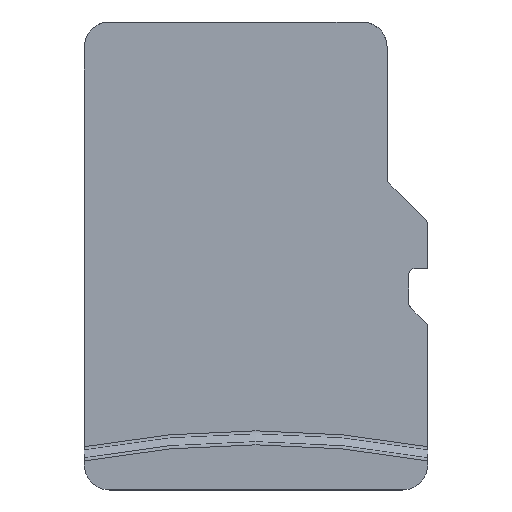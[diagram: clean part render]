
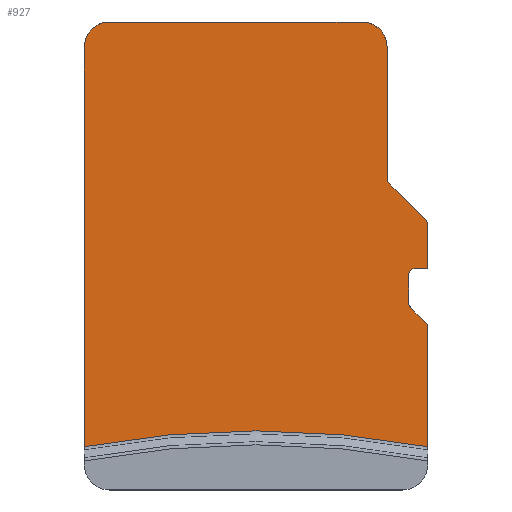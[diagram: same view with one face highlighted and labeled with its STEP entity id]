
A CAD part, top view. The second image highlights one B-rep face of the part: STEP entity #927.
In plain terms, the highlighted planar face has unit normal (0, 0, 1).
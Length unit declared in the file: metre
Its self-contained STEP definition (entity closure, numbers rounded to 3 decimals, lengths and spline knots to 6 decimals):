
#85=LINE('',#1708,#180);
#86=LINE('',#1710,#181);
#87=LINE('',#1714,#182);
#88=LINE('',#1716,#183);
#89=LINE('',#1720,#184);
#90=LINE('',#1724,#185);
#91=LINE('',#1726,#186);
#92=LINE('',#1730,#187);
#93=LINE('',#1734,#188);
#180=VECTOR('',#1415,1.);
#181=VECTOR('',#1418,1.);
#182=VECTOR('',#1421,1.);
#183=VECTOR('',#1422,1.);
#184=VECTOR('',#1425,1.);
#185=VECTOR('',#1428,1.);
#186=VECTOR('',#1429,1.);
#187=VECTOR('',#1432,1.);
#188=VECTOR('',#1435,1.);
#297=ORIENTED_EDGE('',*,*,#554,.F.);
#298=ORIENTED_EDGE('',*,*,#555,.F.);
#299=ORIENTED_EDGE('',*,*,#556,.F.);
#300=ORIENTED_EDGE('',*,*,#557,.F.);
#301=ORIENTED_EDGE('',*,*,#558,.F.);
#302=ORIENTED_EDGE('',*,*,#559,.F.);
#303=ORIENTED_EDGE('',*,*,#560,.F.);
#304=ORIENTED_EDGE('',*,*,#561,.F.);
#305=ORIENTED_EDGE('',*,*,#562,.F.);
#306=ORIENTED_EDGE('',*,*,#563,.F.);
#307=ORIENTED_EDGE('',*,*,#564,.F.);
#308=ORIENTED_EDGE('',*,*,#565,.F.);
#309=ORIENTED_EDGE('',*,*,#566,.F.);
#310=ORIENTED_EDGE('',*,*,#567,.F.);
#311=ORIENTED_EDGE('',*,*,#553,.F.);
#312=ORIENTED_EDGE('',*,*,#550,.F.);
#550=EDGE_CURVE('',#679,#680,#728,.T.);
#553=EDGE_CURVE('',#680,#681,#85,.T.);
#554=EDGE_CURVE('',#682,#679,#86,.T.);
#555=EDGE_CURVE('',#683,#682,#729,.T.);
#556=EDGE_CURVE('',#684,#683,#87,.T.);
#557=EDGE_CURVE('',#685,#684,#88,.T.);
#558=EDGE_CURVE('',#686,#685,#730,.T.);
#559=EDGE_CURVE('',#687,#686,#89,.T.);
#560=EDGE_CURVE('',#688,#687,#731,.T.);
#561=EDGE_CURVE('',#689,#688,#90,.T.);
#562=EDGE_CURVE('',#690,#689,#91,.T.);
#563=EDGE_CURVE('',#691,#690,#732,.T.);
#564=EDGE_CURVE('',#692,#691,#92,.T.);
#565=EDGE_CURVE('',#693,#692,#733,.T.);
#566=EDGE_CURVE('',#694,#693,#93,.T.);
#567=EDGE_CURVE('',#681,#694,#734,.T.);
#679=VERTEX_POINT('',#1701);
#680=VERTEX_POINT('',#1703);
#681=VERTEX_POINT('',#1707);
#682=VERTEX_POINT('',#1711);
#683=VERTEX_POINT('',#1713);
#684=VERTEX_POINT('',#1715);
#685=VERTEX_POINT('',#1717);
#686=VERTEX_POINT('',#1719);
#687=VERTEX_POINT('',#1721);
#688=VERTEX_POINT('',#1723);
#689=VERTEX_POINT('',#1725);
#690=VERTEX_POINT('',#1727);
#691=VERTEX_POINT('',#1729);
#692=VERTEX_POINT('',#1731);
#693=VERTEX_POINT('',#1733);
#694=VERTEX_POINT('',#1735);
#728=CIRCLE('',#1264,0.0008);
#729=CIRCLE('',#1267,0.030054);
#730=CIRCLE('',#1268,0.0002);
#731=CIRCLE('',#1269,0.0002);
#732=CIRCLE('',#1270,0.0002);
#733=CIRCLE('',#1271,0.0002);
#734=CIRCLE('',#1272,0.0008);
#758=EDGE_LOOP('',(#297,#298,#299,#300,#301,#302,#303,#304,#305,#306,#307,
#308,#309,#310,#311,#312));
#811=FACE_BOUND('',#758,.T.);
#854=PLANE('',#1266);
#927=ADVANCED_FACE('',(#811),#854,.F.);
#1264=AXIS2_PLACEMENT_3D('',#1702,#1409,#1410);
#1266=AXIS2_PLACEMENT_3D('',#1709,#1416,#1417);
#1267=AXIS2_PLACEMENT_3D('',#1712,#1419,#1420);
#1268=AXIS2_PLACEMENT_3D('',#1718,#1423,#1424);
#1269=AXIS2_PLACEMENT_3D('',#1722,#1426,#1427);
#1270=AXIS2_PLACEMENT_3D('',#1728,#1430,#1431);
#1271=AXIS2_PLACEMENT_3D('',#1732,#1433,#1434);
#1272=AXIS2_PLACEMENT_3D('',#1736,#1436,#1437);
#1409=DIRECTION('',(0.,0.,-1.));
#1410=DIRECTION('',(-1.,0.,0.));
#1415=DIRECTION('',(1.,0.,0.));
#1416=DIRECTION('',(0.,0.,-1.));
#1417=DIRECTION('',(0.,-1.,0.));
#1418=DIRECTION('',(0.,1.,0.));
#1419=DIRECTION('',(0.,0.,1.));
#1420=DIRECTION('',(-1.,0.,0.));
#1421=DIRECTION('',(0.,-1.,0.));
#1422=DIRECTION('',(0.707,-0.707,0.));
#1423=DIRECTION('',(0.,0.,1.));
#1424=DIRECTION('',(-1.,0.,0.));
#1425=DIRECTION('',(0.,-1.,0.));
#1426=DIRECTION('',(0.,0.,1.));
#1427=DIRECTION('',(0.,1.,0.));
#1428=DIRECTION('',(-1.,0.,0.));
#1429=DIRECTION('',(0.,-1.,0.));
#1430=DIRECTION('',(0.,0.,-1.));
#1431=DIRECTION('',(0.707,0.707,0.));
#1432=DIRECTION('',(0.707,-0.707,0.));
#1433=DIRECTION('',(0.,0.,1.));
#1434=DIRECTION('',(-1.,0.,0.));
#1435=DIRECTION('',(0.,-1.,0.));
#1436=DIRECTION('',(0.,0.,-1.));
#1437=DIRECTION('',(0.,1.,0.));
#1701=CARTESIAN_POINT('',(-0.00485,0.002455,0.001364));
#1702=CARTESIAN_POINT('',(-0.00405,0.002455,0.001364));
#1703=CARTESIAN_POINT('',(-0.00405,0.003255,0.001364));
#1707=CARTESIAN_POINT('',(0.00405,0.003255,0.001364));
#1708=CARTESIAN_POINT('',(-0.00405,0.003255,0.001364));
#1709=CARTESIAN_POINT('',(0.00065,-0.003552,0.001364));
#1710=CARTESIAN_POINT('',(-0.00485,-0.010358,0.001364));
#1711=CARTESIAN_POINT('',(-0.00485,-0.010358,0.001364));
#1712=CARTESIAN_POINT('',(0.00065,-0.039905,0.001364));
#1713=CARTESIAN_POINT('',(0.00615,-0.010358,0.001364));
#1714=CARTESIAN_POINT('',(0.00615,-0.003937,0.001364));
#1715=CARTESIAN_POINT('',(0.00615,-0.006445,0.001364));
#1716=CARTESIAN_POINT('',(0.005609,-0.005904,0.001364));
#1717=CARTESIAN_POINT('',(0.005609,-0.005904,0.001364));
#1718=CARTESIAN_POINT('',(0.00575,-0.005762,0.001364));
#1719=CARTESIAN_POINT('',(0.00555,-0.005762,0.001364));
#1720=CARTESIAN_POINT('',(0.00555,-0.004845,0.001364));
#1721=CARTESIAN_POINT('',(0.00555,-0.004845,0.001364));
#1722=CARTESIAN_POINT('',(0.00575,-0.004845,0.001364));
#1723=CARTESIAN_POINT('',(0.00575,-0.004645,0.001364));
#1724=CARTESIAN_POINT('',(0.00615,-0.004645,0.001364));
#1725=CARTESIAN_POINT('',(0.00615,-0.004645,0.001364));
#1726=CARTESIAN_POINT('',(0.00615,-0.003228,0.001364));
#1727=CARTESIAN_POINT('',(0.00615,-0.003228,0.001364));
#1728=CARTESIAN_POINT('',(0.00595,-0.003228,0.001364));
#1729=CARTESIAN_POINT('',(0.006091,-0.003087,0.001364));
#1730=CARTESIAN_POINT('',(0.004909,-0.001904,0.001364));
#1731=CARTESIAN_POINT('',(0.004909,-0.001904,0.001364));
#1732=CARTESIAN_POINT('',(0.00505,-0.001762,0.001364));
#1733=CARTESIAN_POINT('',(0.00485,-0.001762,0.001364));
#1734=CARTESIAN_POINT('',(0.00485,0.002455,0.001364));
#1735=CARTESIAN_POINT('',(0.00485,0.002455,0.001364));
#1736=CARTESIAN_POINT('',(0.00405,0.002455,0.001364));
